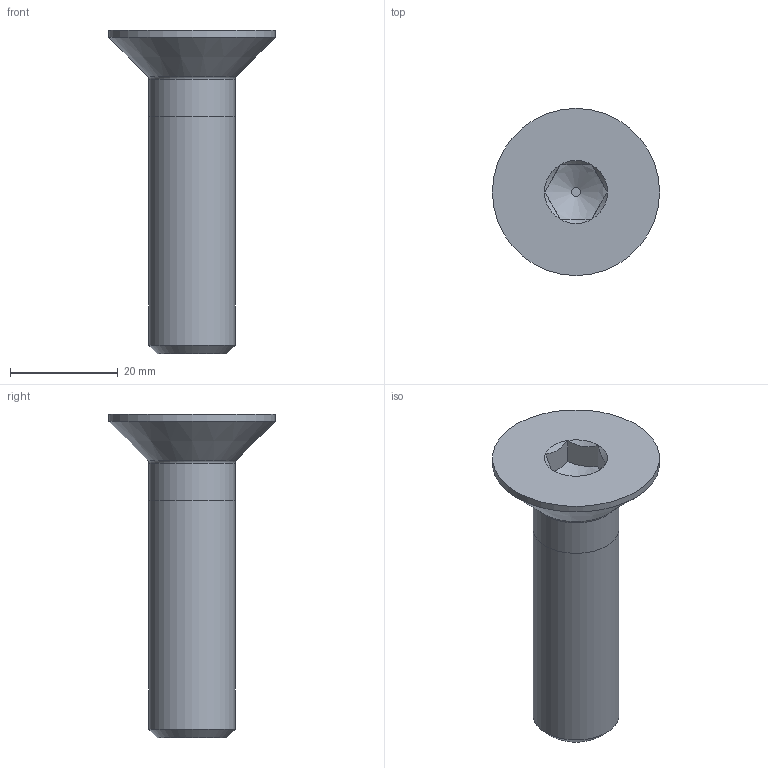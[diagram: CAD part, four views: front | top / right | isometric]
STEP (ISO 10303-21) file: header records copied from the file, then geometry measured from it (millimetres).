
FILE_DESCRIPTION(('FreeCAD Model'),'2;1');
FILE_NAME('Open CASCADE Shape Model','2025-10-29T22:36:19',('Author'),( ''),'Open CASCADE STEP processor 7.8','FreeCAD','Unknown');
FILE_SCHEMA(('AUTOMOTIVE_DESIGN { 1 0 10303 214 1 1 1 1 }'));
Length unit declared in the file: millimetre
Products named in the file (1): M16x60-Screw
Bounding box: 31 x 31 x 60 mm (x, y, z)
Volume: 14036.4 mm3; surface area: 4567.6 mm2
Topology: 1 solids, 1 shells, 17 faces, 35 edges, 21 vertices
Faces by surface type: plane 9, cone 4, cylinder 3, torus 1
Full cylindrical faces by diameter (mm): 16 x2, 31 x1
Entity records: 477 total; most frequent: DIRECTION 93, CARTESIAN_POINT 74, ORIENTED_EDGE 70, AXIS2_PLACEMENT_3D 40, EDGE_CURVE 35, VERTEX_POINT 21, FACE_BOUND 18, EDGE_LOOP 18
